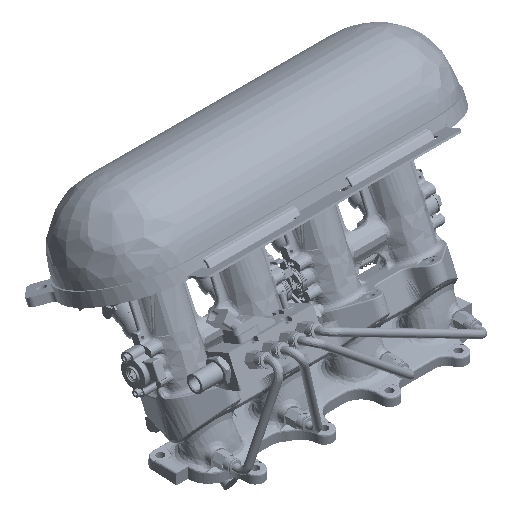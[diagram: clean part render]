
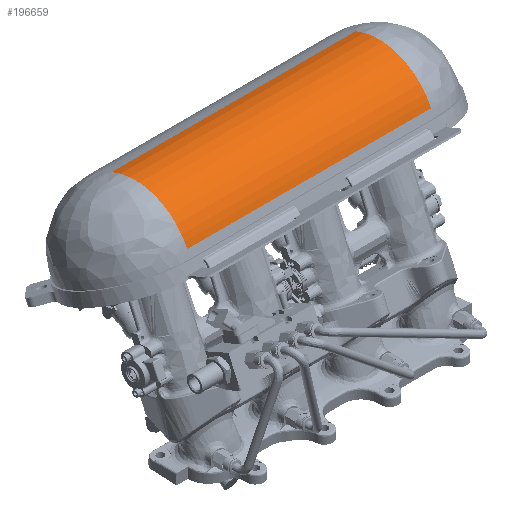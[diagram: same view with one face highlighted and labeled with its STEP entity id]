
A CAD part, isometric view. The second image highlights one B-rep face of the part: STEP entity #196659.
In plain terms, the highlighted free-form (B-spline) face has degree [2, 1] with [3, 2] control points.
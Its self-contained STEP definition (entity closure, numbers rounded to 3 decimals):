
#195737 = VERTEX_POINT('',#195738);
#195738 = CARTESIAN_POINT('',(-201.508,25.206,
    304.327));
#195779 = VERTEX_POINT('',#195780);
#195780 = CARTESIAN_POINT('',(201.508,25.206,
    304.327));
#195795 = VERTEX_POINT('',#195796);
#195796 = CARTESIAN_POINT('',(201.508,149.916,
    352.198));
#195802 = EDGE_CURVE('',#195795,#195779,#195803,.T.);
#195803 = ( BOUNDED_CURVE() B_SPLINE_CURVE(2,(#195804,#195805,#195806),
.UNSPECIFIED.,.F.,.F.) B_SPLINE_CURVE_WITH_KNOTS((3,3),(3.142,
4.712),.PIECEWISE_BEZIER_KNOTS.) CURVE() 
GEOMETRIC_REPRESENTATION_ITEM() RATIONAL_B_SPLINE_CURVE((1.,
0.707,1.)) REPRESENTATION_ITEM('') );
#195804 = CARTESIAN_POINT('',(201.508,149.916,
    352.198));
#195805 = CARTESIAN_POINT('',(201.508,63.625,
    390.618));
#195806 = CARTESIAN_POINT('',(201.508,25.206,
    304.327));
#196580 = EDGE_CURVE('',#196581,#195795,#196583,.T.);
#196581 = VERTEX_POINT('',#196582);
#196582 = CARTESIAN_POINT('',(-201.508,149.916,
    352.198));
#196583 = B_SPLINE_CURVE_WITH_KNOTS('',1,(#196584,#196585),
  .UNSPECIFIED.,.F.,.F.,(2,2),(-288.,0.),.PIECEWISE_BEZIER_KNOTS.);
#196584 = CARTESIAN_POINT('',(-201.508,149.916,
    352.198));
#196585 = CARTESIAN_POINT('',(201.508,149.916,
    352.198));
#196643 = EDGE_CURVE('',#196581,#195737,#196644,.T.);
#196644 = ( BOUNDED_CURVE() B_SPLINE_CURVE(2,(#196645,#196646,#196647),
.UNSPECIFIED.,.F.,.F.) B_SPLINE_CURVE_WITH_KNOTS((3,3),(3.142,
4.712),.PIECEWISE_BEZIER_KNOTS.) CURVE() 
GEOMETRIC_REPRESENTATION_ITEM() RATIONAL_B_SPLINE_CURVE((1.,
0.707,1.)) REPRESENTATION_ITEM('') );
#196645 = CARTESIAN_POINT('',(-201.508,149.916,
    352.198));
#196646 = CARTESIAN_POINT('',(-201.508,63.625,
    390.618));
#196647 = CARTESIAN_POINT('',(-201.508,25.206,
    304.327));
#196659 = ADVANCED_FACE('',(#196660),#196670,.T.);
#196660 = FACE_BOUND('',#196661,.T.);
#196661 = EDGE_LOOP('',(#196662,#196663,#196668,#196669));
#196662 = ORIENTED_EDGE('',*,*,#196643,.T.);
#196663 = ORIENTED_EDGE('',*,*,#196664,.F.);
#196664 = EDGE_CURVE('',#195779,#195737,#196665,.T.);
#196665 = B_SPLINE_CURVE_WITH_KNOTS('',1,(#196666,#196667),
  .UNSPECIFIED.,.F.,.F.,(2,2),(-288.,0.),.PIECEWISE_BEZIER_KNOTS.);
#196666 = CARTESIAN_POINT('',(201.508,25.206,
    304.327));
#196667 = CARTESIAN_POINT('',(-201.508,25.206,
    304.327));
#196668 = ORIENTED_EDGE('',*,*,#195802,.F.);
#196669 = ORIENTED_EDGE('',*,*,#196580,.F.);
#196670 = ( BOUNDED_SURFACE() B_SPLINE_SURFACE(2,1,(
    (#196671,#196672)
    ,(#196673,#196674)
    ,(#196675,#196676
)),.UNSPECIFIED.,.F.,.F.,.F.) B_SPLINE_SURFACE_WITH_KNOTS((3,3),(2,2),(
    4.712,6.283),(0.,288.),.PIECEWISE_BEZIER_KNOTS.) 
GEOMETRIC_REPRESENTATION_ITEM() RATIONAL_B_SPLINE_SURFACE((
    (1.,1.)
    ,(0.707,0.707)
,(1.,1.))) REPRESENTATION_ITEM('') SURFACE() );
#196671 = CARTESIAN_POINT('',(201.508,25.206,
    304.327));
#196672 = CARTESIAN_POINT('',(-201.508,25.206,
    304.327));
#196673 = CARTESIAN_POINT('',(201.508,63.625,
    390.618));
#196674 = CARTESIAN_POINT('',(-201.508,63.625,
    390.618));
#196675 = CARTESIAN_POINT('',(201.508,149.916,
    352.198));
#196676 = CARTESIAN_POINT('',(-201.508,149.916,
    352.198));
